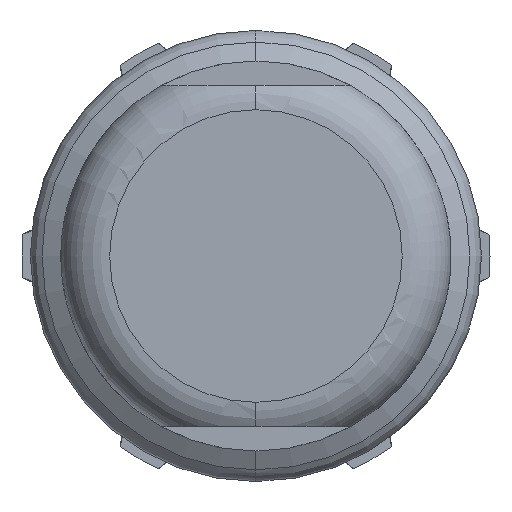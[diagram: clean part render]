
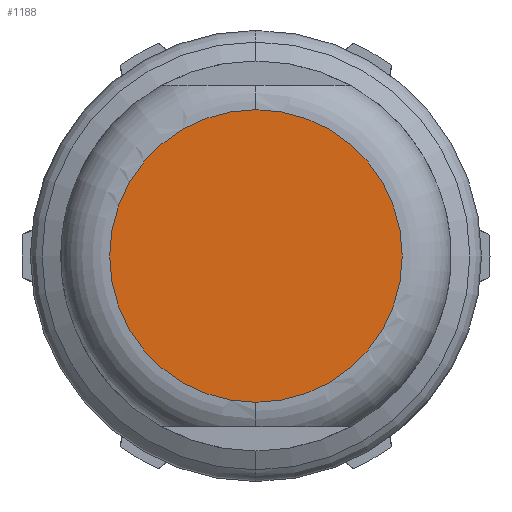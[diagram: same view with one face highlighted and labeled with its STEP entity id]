
A CAD part, front view. The second image highlights one B-rep face of the part: STEP entity #1188.
In plain terms, the highlighted planar face has unit normal (0, -1, 0).
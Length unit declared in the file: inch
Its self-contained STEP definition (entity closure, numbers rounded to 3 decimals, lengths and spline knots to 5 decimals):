
#180 = VERTEX_POINT ( 'NONE', #3064 ) ;
#218 = PLANE ( 'NONE',  #1413 ) ;
#305 = CIRCLE ( 'NONE', #2185, 0.75 ) ;
#666 = ORIENTED_EDGE ( 'NONE', *, *, #1165, .T. ) ;
#781 = CIRCLE ( 'NONE', #1664, 0.75 ) ;
#917 = DIRECTION ( 'NONE',  ( 0., 0., -1. ) ) ;
#947 = DIRECTION ( 'NONE',  ( 0., -1., 0. ) ) ;
#961 = CARTESIAN_POINT ( 'NONE',  ( 0., 0., 0. ) ) ;
#1143 = CARTESIAN_POINT ( 'NONE',  ( 0., 0., 0. ) ) ;
#1165 = EDGE_CURVE ( 'NONE', #1708, #180, #781, .T. ) ;
#1188 = ADVANCED_FACE ( 'NONE', ( #1593 ), #218, .T. ) ;
#1413 = AXIS2_PLACEMENT_3D ( 'NONE', #961, #947, #2172 ) ;
#1414 = CARTESIAN_POINT ( 'NONE',  ( 0., 0., 0.75 ) ) ;
#1421 = DIRECTION ( 'NONE',  ( 0., 0., -1. ) ) ;
#1593 = FACE_OUTER_BOUND ( 'NONE', #1973, .T. ) ;
#1610 = ORIENTED_EDGE ( 'NONE', *, *, #2927, .T. ) ;
#1663 = CARTESIAN_POINT ( 'NONE',  ( 0., 0., 0. ) ) ;
#1664 = AXIS2_PLACEMENT_3D ( 'NONE', #1663, #3062, #1421 ) ;
#1708 = VERTEX_POINT ( 'NONE', #1414 ) ;
#1973 = EDGE_LOOP ( 'NONE', ( #1610, #666 ) ) ;
#2172 = DIRECTION ( 'NONE',  ( 0., 0., -1. ) ) ;
#2185 = AXIS2_PLACEMENT_3D ( 'NONE', #1143, #2561, #917 ) ;
#2561 = DIRECTION ( 'NONE',  ( 0., -1., 0. ) ) ;
#2927 = EDGE_CURVE ( 'NONE', #180, #1708, #305, .T. ) ;
#3062 = DIRECTION ( 'NONE',  ( 0., -1., 0. ) ) ;
#3064 = CARTESIAN_POINT ( 'NONE',  ( 0., 0., -0.75 ) ) ;
